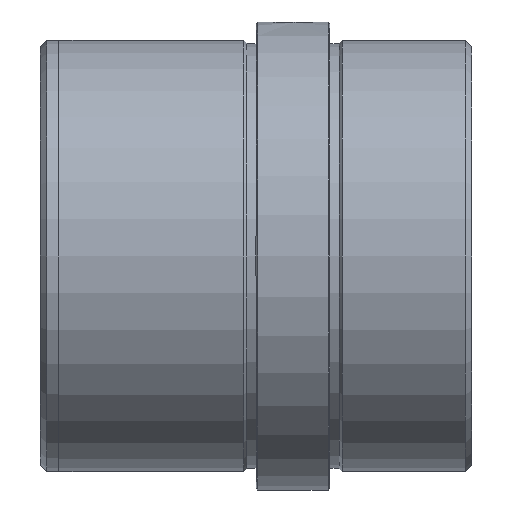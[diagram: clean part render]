
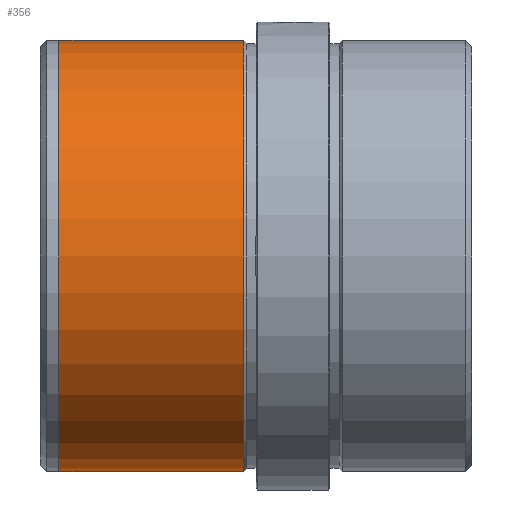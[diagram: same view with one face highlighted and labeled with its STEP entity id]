
A CAD part, left-side view. The second image highlights one B-rep face of the part: STEP entity #356.
In plain terms, the highlighted cylindrical face has radius 35 mm (diameter 70 mm), a partial arc.
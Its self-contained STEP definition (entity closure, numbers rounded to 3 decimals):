
#45 = ORIENTED_EDGE ( 'NONE', *, *, #643, .F. ) ;
#52 = DIRECTION ( 'NONE',  ( 0., -1., 0. ) ) ;
#55 = CARTESIAN_POINT ( 'NONE',  ( 0., 0., 0. ) ) ;
#78 = CYLINDRICAL_SURFACE ( 'NONE', #1146, 35. ) ;
#134 = FACE_OUTER_BOUND ( 'NONE', #649, .T. ) ;
#228 = DIRECTION ( 'NONE',  ( 0., -1., 0. ) ) ;
#356 = ADVANCED_FACE ( 'NONE', ( #134 ), #78, .T. ) ;
#361 = CARTESIAN_POINT ( 'NONE',  ( 0., 37., -35. ) ) ;
#398 = VERTEX_POINT ( 'NONE', #1201 ) ;
#439 = CARTESIAN_POINT ( 'NONE',  ( 0., 37., 0. ) ) ;
#505 = LINE ( 'NONE', #645, #1743 ) ;
#594 = CARTESIAN_POINT ( 'NONE',  ( 0., 67., 35. ) ) ;
#607 = DIRECTION ( 'NONE',  ( 0., 0., -1. ) ) ;
#610 = VERTEX_POINT ( 'NONE', #594 ) ;
#613 = CIRCLE ( 'NONE', #1108, 35. ) ;
#643 = EDGE_CURVE ( 'NONE', #610, #398, #1762, .T. ) ;
#645 = CARTESIAN_POINT ( 'NONE',  ( 0., 0., -35. ) ) ;
#649 = EDGE_LOOP ( 'NONE', ( #45, #731, #1688, #2079 ) ) ;
#731 = ORIENTED_EDGE ( 'NONE', *, *, #1933, .T. ) ;
#866 = EDGE_CURVE ( 'NONE', #1937, #1900, #505, .T. ) ;
#1025 = CARTESIAN_POINT ( 'NONE',  ( 0., 67., 0. ) ) ;
#1027 = DIRECTION ( 'NONE',  ( 0., 0., -1. ) ) ;
#1108 = AXIS2_PLACEMENT_3D ( 'NONE', #439, #1567, #607 ) ;
#1126 = AXIS2_PLACEMENT_3D ( 'NONE', #1025, #52, #1189 ) ;
#1146 = AXIS2_PLACEMENT_3D ( 'NONE', #55, #228, #1027 ) ;
#1189 = DIRECTION ( 'NONE',  ( 0., 0., -1. ) ) ;
#1201 = CARTESIAN_POINT ( 'NONE',  ( 0., 37., 35. ) ) ;
#1230 = CARTESIAN_POINT ( 'NONE',  ( 0., 0., 35. ) ) ;
#1236 = DIRECTION ( 'NONE',  ( 0., -1., 0. ) ) ;
#1332 = CARTESIAN_POINT ( 'NONE',  ( 0., 67., -35. ) ) ;
#1333 = VECTOR ( 'NONE', #1236, 1000. ) ;
#1360 = EDGE_CURVE ( 'NONE', #398, #1900, #613, .T. ) ;
#1567 = DIRECTION ( 'NONE',  ( 0., -1., 0. ) ) ;
#1688 = ORIENTED_EDGE ( 'NONE', *, *, #866, .T. ) ;
#1743 = VECTOR ( 'NONE', #1774, 1000. ) ;
#1762 = LINE ( 'NONE', #1230, #1333 ) ;
#1774 = DIRECTION ( 'NONE',  ( 0., -1., 0. ) ) ;
#1899 = CIRCLE ( 'NONE', #1126, 35. ) ;
#1900 = VERTEX_POINT ( 'NONE', #361 ) ;
#1933 = EDGE_CURVE ( 'NONE', #610, #1937, #1899, .T. ) ;
#1937 = VERTEX_POINT ( 'NONE', #1332 ) ;
#2079 = ORIENTED_EDGE ( 'NONE', *, *, #1360, .F. ) ;
